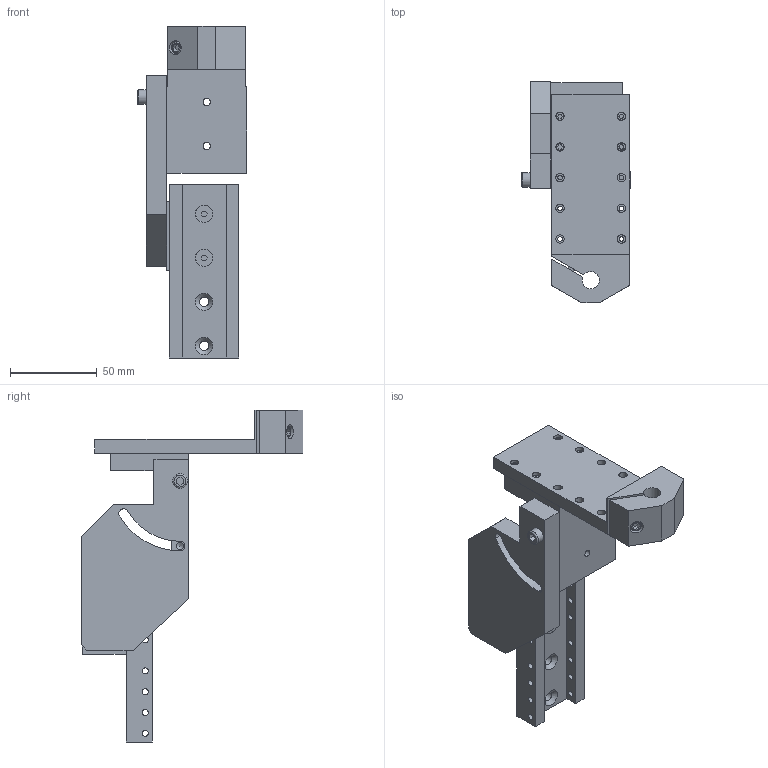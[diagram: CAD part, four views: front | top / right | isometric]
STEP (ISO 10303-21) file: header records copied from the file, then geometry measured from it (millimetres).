
FILE_DESCRIPTION(/* description */ ('Unknown','CAx-IF Rec.Pracs.---Representation and Presentation of Product Manufacturing Information (PMI)---4.0---2014-10-13','CAx-IF Rec.Pracs.---3D Tessellated Geometry---0.4---2014-09-14','2;1'),/* implementation_level */ '2;1');
FILE_NAME(/* name */ '990093A_Winkelverstellung_10er',/* time_stamp */ '2020-01-24T09:24:39+01:00',/* author */ ('Vitus Schwinghammer'),/* organization */ ('Vieweg GmbH'),/* preprocessor_version */ 'ST-DEVELOPER v16.7',/* originating_system */ 'Solid Edge',/* authorisation */ 'Unknown');
FILE_SCHEMA (('AP242_MANAGED_MODEL_BASED_3D_ENGINEERING_MIM_LF { 1 0 10303 442 1 1 4 }'));
Length unit declared in the file: millimetre
Products named in the file (10): 990093A_Winkelverstellung_10er; Z100_R1_Achsensockel; Z0633_R2; Z186-3_R0_Adapter_Winkelverstellung; 990232_Z79-1_U_Schiene ; Z186-1_links; DIN912 M4 x 16; DIN912 M5 x 20; DIN7991 M5 x 16; DIN912 M3 x 12
Assembly tree (13 placements, depth 2):
  990093A_Winkelverstellung_10er
    Z100_R1_Achsensockel
    Z0633_R2
    Z186-3_R0_Adapter_Winkelverstellung
    990232_Z79-1_U_Schiene 
    Z186-1_links
    DIN912 M4 x 16
    DIN912 M5 x 20
    DIN7991 M5 x 16  x2
    DIN912 M3 x 12  x4
Bounding box: 63 x 127.9 x 191.55 mm (x, y, z)
Volume: 238705.2 mm3; surface area: 72419.7 mm2
Topology: 13 solids, 13 shells, 415 faces, 1032 edges, 691 vertices
Faces by surface type: plane 256, cylinder 101, bspline 34, cone 18, torus 6
Full cylindrical faces by diameter (mm): 2.013 x16, 2.6 x10, 3 x4, 3.242 x5, 3.459 x16, 4 x1, 4.134 x12, 4.5 x1, 4.8 x10, 5 x3, 5.1 x1, 5.5 x8, 7 x1, 8 x1, 8.5 x1, 9.8 x2
Entity records: 14261 total; most frequent: CARTESIAN_POINT 3383, DIRECTION 1559, ORIENTED_EDGE 1526, EDGE_CURVE 763, FACE_BOUND 607, EDGE_LOOP 603, VERTEX_POINT 570, AXIS2_PLACEMENT_3D 524
